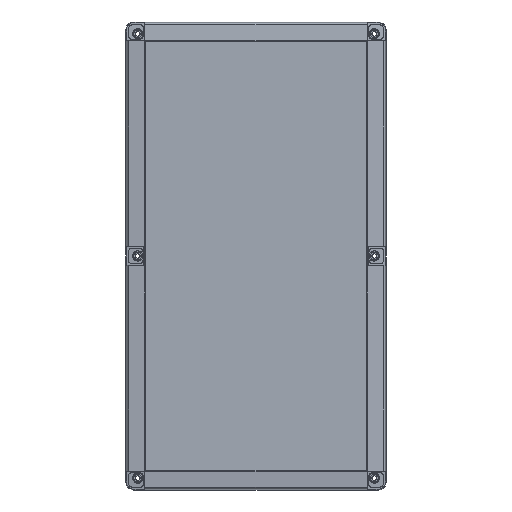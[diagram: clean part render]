
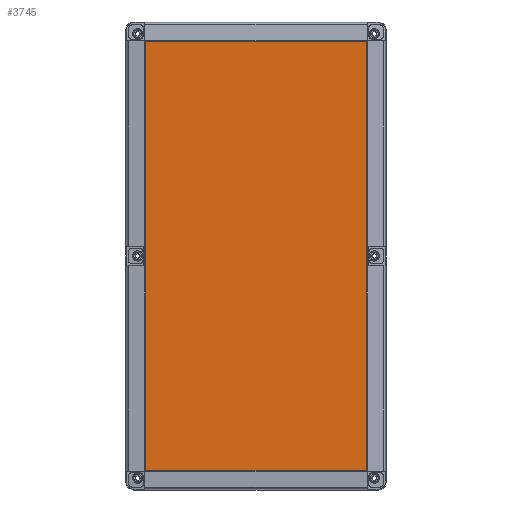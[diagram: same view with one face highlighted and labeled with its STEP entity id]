
A CAD part, top view. The second image highlights one B-rep face of the part: STEP entity #3745.
In plain terms, the highlighted planar face has unit normal (0, 0, 1).
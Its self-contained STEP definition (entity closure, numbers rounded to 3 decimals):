
#64 = ORIENTED_EDGE ( 'NONE', *, *, #3404, .T. ) ;
#123 = VECTOR ( 'NONE', #4743, 1000. ) ;
#170 = CARTESIAN_POINT ( 'NONE',  ( 0., 165.195, 19. ) ) ;
#222 = CARTESIAN_POINT ( 'NONE',  ( -85.195, -164.695, 19. ) ) ;
#282 = VERTEX_POINT ( 'NONE', #6697 ) ;
#613 = LINE ( 'NONE', #2967, #3249 ) ;
#926 = EDGE_CURVE ( 'NONE', #1340, #5255, #6274, .T. ) ;
#998 = ORIENTED_EDGE ( 'NONE', *, *, #2371, .T. ) ;
#1083 = ORIENTED_EDGE ( 'NONE', *, *, #3081, .T. ) ;
#1258 = CARTESIAN_POINT ( 'NONE',  ( -85.195, -164.988, 19. ) ) ;
#1275 = CARTESIAN_POINT ( 'NONE',  ( 85.195, -164.988, 19. ) ) ;
#1280 = CARTESIAN_POINT ( 'NONE',  ( -84.988, -165.195, 19. ) ) ;
#1340 = VERTEX_POINT ( 'NONE', #6159 ) ;
#1408 = CARTESIAN_POINT ( 'NONE',  ( 85.195, 164.988, 19. ) ) ;
#1430 = FACE_OUTER_BOUND ( 'NONE', #6836, .T. ) ;
#1516 = LINE ( 'NONE', #3187, #123 ) ;
#1595 = CARTESIAN_POINT ( 'NONE',  ( -85.195, -164.695, 19. ) ) ;
#1715 = CARTESIAN_POINT ( 'NONE',  ( -84.988, 165.195, 19. ) ) ;
#1791 = CARTESIAN_POINT ( 'NONE',  ( 84.695, -165.195, 19. ) ) ;
#1800 = ORIENTED_EDGE ( 'NONE', *, *, #5869, .T. ) ;
#1813 = DIRECTION ( 'NONE',  ( 1., 0., 0. ) ) ;
#1932 = EDGE_CURVE ( 'NONE', #5129, #1340, #3802, .T. ) ;
#2166 = ORIENTED_EDGE ( 'NONE', *, *, #1932, .T. ) ;
#2359 = LINE ( 'NONE', #170, #5029 ) ;
#2371 = EDGE_CURVE ( 'NONE', #282, #3984, #3875, .T. ) ;
#2411 = VECTOR ( 'NONE', #3928, 1000. ) ;
#2426 = CARTESIAN_POINT ( 'NONE',  ( 0., -165.195, 19. ) ) ;
#2477 = CARTESIAN_POINT ( 'NONE',  ( 84.695, 165.195, 19. ) ) ;
#2535 = VERTEX_POINT ( 'NONE', #4260 ) ;
#2549 = CARTESIAN_POINT ( 'NONE',  ( -84.695, -165.195, 19. ) ) ;
#2714 = AXIS2_PLACEMENT_3D ( 'NONE', #6056, #5000, #1813 ) ;
#2780 = CARTESIAN_POINT ( 'NONE',  ( -85.195, 164.695, 19. ) ) ;
#2967 = CARTESIAN_POINT ( 'NONE',  ( -85.195, 0., 19. ) ) ;
#3081 = EDGE_CURVE ( 'NONE', #5255, #2535, #1516, .T. ) ;
#3187 = CARTESIAN_POINT ( 'NONE',  ( 85.195, 0., 19. ) ) ;
#3249 = VECTOR ( 'NONE', #3496, 1000. ) ;
#3335 = CARTESIAN_POINT ( 'NONE',  ( 84.988, -165.195, 19. ) ) ;
#3357 = DIRECTION ( 'NONE',  ( -1., 0., 0. ) ) ;
#3404 = EDGE_CURVE ( 'NONE', #2535, #4896, #6554, .T. ) ;
#3496 = DIRECTION ( 'NONE',  ( 0., -1., 0. ) ) ;
#3745 = ADVANCED_FACE ( 'NONE', ( #1430 ), #4459, .T. ) ;
#3802 = LINE ( 'NONE', #2426, #2411 ) ;
#3875 =( BOUNDED_CURVE ( )  B_SPLINE_CURVE ( 3, ( #6496, #1715, #5987, #2780 ),
 .UNSPECIFIED., .F., .T. ) 
 B_SPLINE_CURVE_WITH_KNOTS ( ( 4, 4 ),
 ( 2.356, 3.927 ),
 .UNSPECIFIED. ) 
 CURVE ( )  GEOMETRIC_REPRESENTATION_ITEM ( )  RATIONAL_B_SPLINE_CURVE ( ( 1., 0.805, 0.805, 1. ) ) 
 REPRESENTATION_ITEM ( '' )  );
#3928 = DIRECTION ( 'NONE',  ( 1., 0., 0. ) ) ;
#3957 = ORIENTED_EDGE ( 'NONE', *, *, #6844, .T. ) ;
#3984 = VERTEX_POINT ( 'NONE', #6702 ) ;
#4116 =( BOUNDED_CURVE ( )  B_SPLINE_CURVE ( 3, ( #222, #1258, #1280, #4989 ),
 .UNSPECIFIED., .F., .T. ) 
 B_SPLINE_CURVE_WITH_KNOTS ( ( 4, 4 ),
 ( 2.356, 3.927 ),
 .UNSPECIFIED. ) 
 CURVE ( )  GEOMETRIC_REPRESENTATION_ITEM ( )  RATIONAL_B_SPLINE_CURVE ( ( 1., 0.805, 0.805, 1. ) ) 
 REPRESENTATION_ITEM ( '' )  );
#4260 = CARTESIAN_POINT ( 'NONE',  ( 85.195, 164.695, 19. ) ) ;
#4311 = CARTESIAN_POINT ( 'NONE',  ( 84.695, 165.195, 19. ) ) ;
#4459 = PLANE ( 'NONE',  #2714 ) ;
#4743 = DIRECTION ( 'NONE',  ( 0., 1., 0. ) ) ;
#4896 = VERTEX_POINT ( 'NONE', #4311 ) ;
#4989 = CARTESIAN_POINT ( 'NONE',  ( -84.695, -165.195, 19. ) ) ;
#5000 = DIRECTION ( 'NONE',  ( 0., 0., 1. ) ) ;
#5029 = VECTOR ( 'NONE', #3357, 1000. ) ;
#5129 = VERTEX_POINT ( 'NONE', #2549 ) ;
#5130 = CARTESIAN_POINT ( 'NONE',  ( 85.195, 164.695, 19. ) ) ;
#5255 = VERTEX_POINT ( 'NONE', #5857 ) ;
#5455 = EDGE_CURVE ( 'NONE', #6556, #5129, #4116, .T. ) ;
#5526 = CARTESIAN_POINT ( 'NONE',  ( 85.195, -164.695, 19. ) ) ;
#5676 = CARTESIAN_POINT ( 'NONE',  ( 84.988, 165.195, 19. ) ) ;
#5857 = CARTESIAN_POINT ( 'NONE',  ( 85.195, -164.695, 19. ) ) ;
#5869 = EDGE_CURVE ( 'NONE', #4896, #282, #2359, .T. ) ;
#5987 = CARTESIAN_POINT ( 'NONE',  ( -85.195, 164.988, 19. ) ) ;
#6056 = CARTESIAN_POINT ( 'NONE',  ( 0., 0., 19. ) ) ;
#6159 = CARTESIAN_POINT ( 'NONE',  ( 84.695, -165.195, 19. ) ) ;
#6274 =( BOUNDED_CURVE ( )  B_SPLINE_CURVE ( 3, ( #1791, #3335, #1275, #5526 ),
 .UNSPECIFIED., .F., .F. ) 
 B_SPLINE_CURVE_WITH_KNOTS ( ( 4, 4 ),
 ( 2.356, 3.927 ),
 .UNSPECIFIED. ) 
 CURVE ( )  GEOMETRIC_REPRESENTATION_ITEM ( )  RATIONAL_B_SPLINE_CURVE ( ( 1., 0.805, 0.805, 1. ) ) 
 REPRESENTATION_ITEM ( '' )  );
#6385 = ORIENTED_EDGE ( 'NONE', *, *, #5455, .T. ) ;
#6496 = CARTESIAN_POINT ( 'NONE',  ( -84.695, 165.195, 19. ) ) ;
#6554 =( BOUNDED_CURVE ( )  B_SPLINE_CURVE ( 3, ( #5130, #1408, #5676, #2477 ),
 .UNSPECIFIED., .F., .T. ) 
 B_SPLINE_CURVE_WITH_KNOTS ( ( 4, 4 ),
 ( 2.356, 3.927 ),
 .UNSPECIFIED. ) 
 CURVE ( )  GEOMETRIC_REPRESENTATION_ITEM ( )  RATIONAL_B_SPLINE_CURVE ( ( 1., 0.805, 0.805, 1. ) ) 
 REPRESENTATION_ITEM ( '' )  );
#6556 = VERTEX_POINT ( 'NONE', #1595 ) ;
#6697 = CARTESIAN_POINT ( 'NONE',  ( -84.695, 165.195, 19. ) ) ;
#6702 = CARTESIAN_POINT ( 'NONE',  ( -85.195, 164.695, 19. ) ) ;
#6759 = ORIENTED_EDGE ( 'NONE', *, *, #926, .T. ) ;
#6836 = EDGE_LOOP ( 'NONE', ( #1083, #64, #1800, #998, #3957, #6385, #2166, #6759 ) ) ;
#6844 = EDGE_CURVE ( 'NONE', #3984, #6556, #613, .T. ) ;
